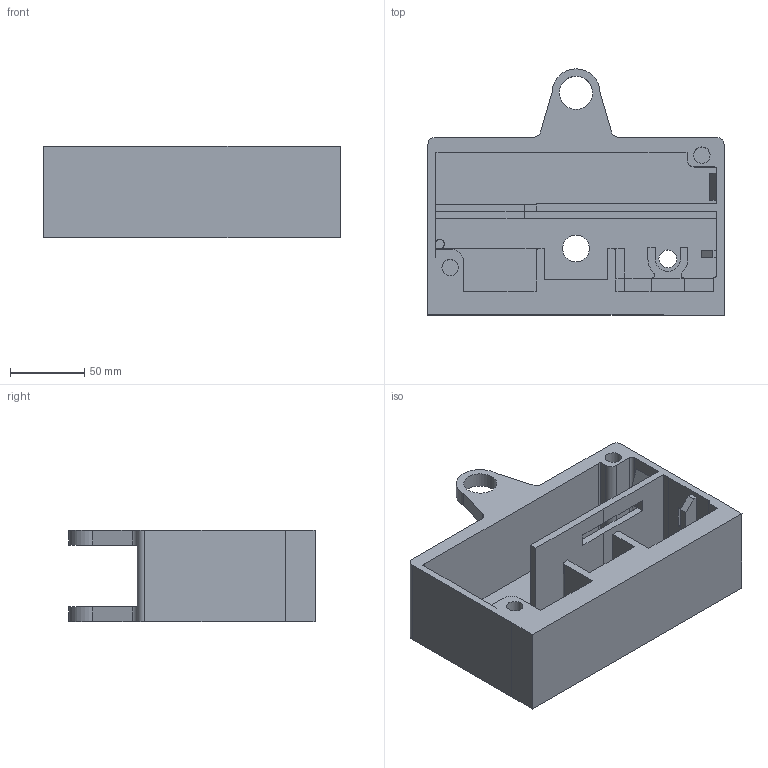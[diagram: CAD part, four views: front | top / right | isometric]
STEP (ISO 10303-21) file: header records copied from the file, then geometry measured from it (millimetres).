
FILE_DESCRIPTION(/* description */ (''),/* implementation_level */ '2;1');
FILE_NAME(/* name */ 'Casing.step',/* time_stamp */ '2023-05-22T13:26:37+02:00',/* author */ (''),/* organization */ (''),/* preprocessor_version */ 'ST-DEVELOPER v19.2',/* originating_system */ 'Autodesk Translation Framework v12.4.0.73',/* authorisation */ '');
FILE_SCHEMA (('AUTOMOTIVE_DESIGN { 1 0 10303 214 3 1 1 }'));
Length unit declared in the file: millimetre
Products named in the file (1): base
Bounding box: 200.03 x 166.25 x 61.5 mm (x, y, z)
Volume: 601905.1 mm3; surface area: 156156.5 mm2
Topology: 2 solids, 2 shells, 145 faces, 432 edges, 291 vertices
Faces by surface type: plane 115, cylinder 23, bspline 7
Full cylindrical faces by diameter (mm): 7 x1, 11 x3, 12 x1, 18 x1, 22.45 x2
Entity records: 5270 total; most frequent: CARTESIAN_POINT 1260, ORIENTED_EDGE 864, DIRECTION 771, EDGE_CURVE 432, LINE 359, VECTOR 359, VERTEX_POINT 291, AXIS2_PLACEMENT_3D 206
